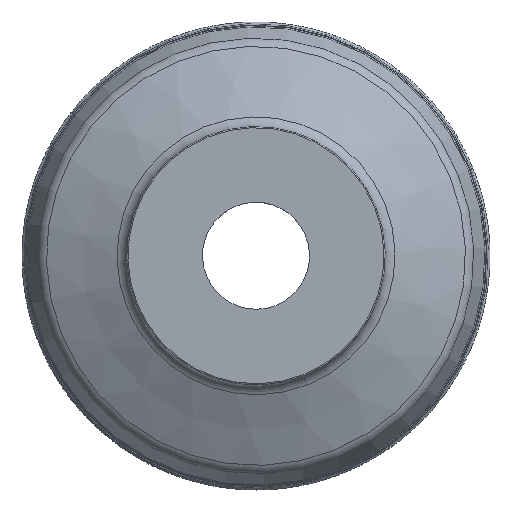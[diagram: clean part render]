
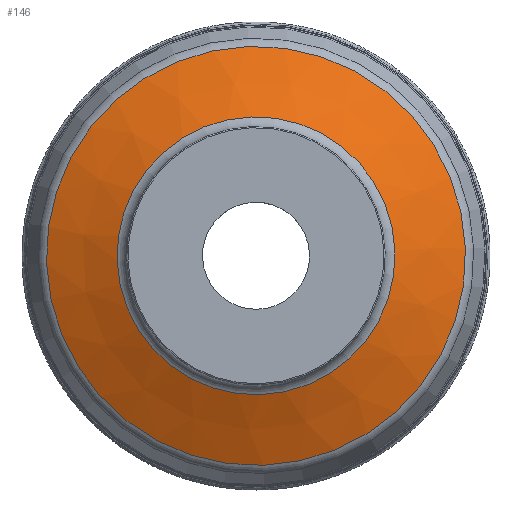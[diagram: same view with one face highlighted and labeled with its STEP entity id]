
A CAD part, top view. The second image highlights one B-rep face of the part: STEP entity #146.
In plain terms, the highlighted conical face has half-angle 65.157 degrees and reference radius 76.597 mm.
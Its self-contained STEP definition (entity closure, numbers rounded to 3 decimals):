
#108=CONICAL_SURFACE('',#687,76.596,65.157);
#146=ADVANCED_FACE('CN_SU3',(#212,#213),#108,.T.);
#212=FACE_BOUND('',#287,.T.);
#213=FACE_BOUND('',#288,.T.);
#287=EDGE_LOOP('',(#365));
#288=EDGE_LOOP('',(#366));
#365=ORIENTED_EDGE('',*,*,#470,.T.);
#366=ORIENTED_EDGE('',*,*,#471,.T.);
#430=VERTEX_POINT('',#993);
#431=VERTEX_POINT('',#995);
#470=EDGE_CURVE('',#430,#430,#509,.T.);
#471=EDGE_CURVE('',#431,#431,#510,.T.);
#509=CIRCLE('',#685,74.606);
#510=CIRCLE('',#686,49.479);
#685=AXIS2_PLACEMENT_3D('',#992,#821,#822);
#686=AXIS2_PLACEMENT_3D('',#994,#823,#824);
#687=AXIS2_PLACEMENT_3D('',#996,#825,#826);
#821=DIRECTION('',(0.,0.,1.));
#822=DIRECTION('',(0.978,0.208,0.));
#823=DIRECTION('',(0.,0.,-1.));
#824=DIRECTION('',(-0.978,-0.208,0.));
#825=DIRECTION('',(0.,0.,-1.));
#826=DIRECTION('',(-0.978,-0.208,0.));
#992=CARTESIAN_POINT('',(0.,0.,-32.078));
#993=CARTESIAN_POINT('',(72.976,15.512,-32.078));
#994=CARTESIAN_POINT('',(0.,0.,
-20.445));
#995=CARTESIAN_POINT('',(-48.398,-10.287,-20.445));
#996=CARTESIAN_POINT('',(0.,0.,-33.));
